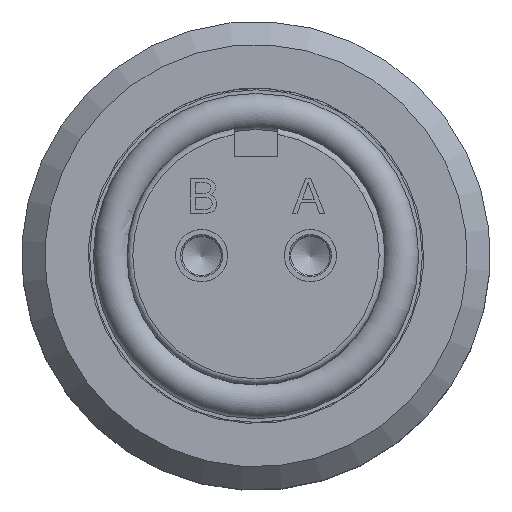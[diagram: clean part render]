
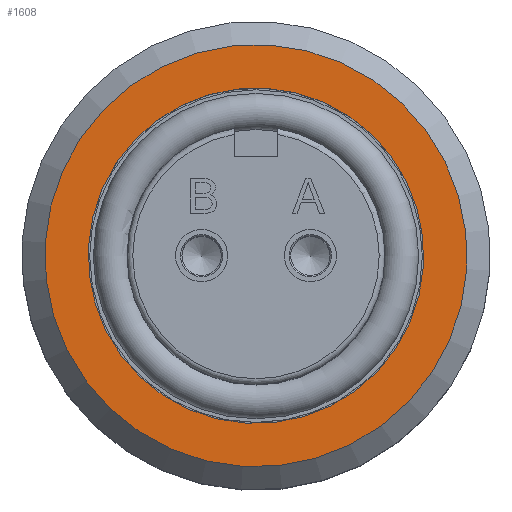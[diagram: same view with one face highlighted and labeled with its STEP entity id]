
A CAD part, top view. The second image highlights one B-rep face of the part: STEP entity #1608.
In plain terms, the highlighted planar face has unit normal (0, 0, 1).
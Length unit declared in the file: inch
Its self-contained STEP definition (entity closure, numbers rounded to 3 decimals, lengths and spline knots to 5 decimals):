
#340=FACE_BOUND('',#623,.T.);
#449=FACE_OUTER_BOUND('',#622,.T.);
#622=EDGE_LOOP('',(#1376));
#623=EDGE_LOOP('',(#1377));
#698=CIRCLE('',#1781,0.365);
#699=CIRCLE('',#1783,0.29);
#840=VERTEX_POINT('',#2839);
#841=VERTEX_POINT('',#2842);
#1021=EDGE_CURVE('',#840,#840,#698,.T.);
#1022=EDGE_CURVE('',#841,#841,#699,.T.);
#1376=ORIENTED_EDGE('',*,*,#1021,.F.);
#1377=ORIENTED_EDGE('',*,*,#1022,.T.);
#1428=PLANE('',#1782);
#1608=ADVANCED_FACE('',(#449,#340),#1428,.F.);
#1781=AXIS2_PLACEMENT_3D('',#2840,#2196,#2197);
#1782=AXIS2_PLACEMENT_3D('',#2841,#2198,#2199);
#1783=AXIS2_PLACEMENT_3D('',#2843,#2200,#2201);
#2196=DIRECTION('center_axis',(0.,0.,
-1.));
#2197=DIRECTION('ref_axis',(-0.111,0.994,0.));
#2198=DIRECTION('center_axis',(0.,0.,
-1.));
#2199=DIRECTION('ref_axis',(-0.111,0.994,0.));
#2200=DIRECTION('center_axis',(0.,0.,
-1.));
#2201=DIRECTION('ref_axis',(0.111,-0.994,0.));
#2839=CARTESIAN_POINT('',(0.04054,-0.36274,-0.168));
#2840=CARTESIAN_POINT('Origin',(0.,0.,
-0.168));
#2841=CARTESIAN_POINT('Origin',(0.,0.,
-0.168));
#2842=CARTESIAN_POINT('',(0.03221,-0.28821,-0.168));
#2843=CARTESIAN_POINT('Origin',(0.,0.,
-0.168));
